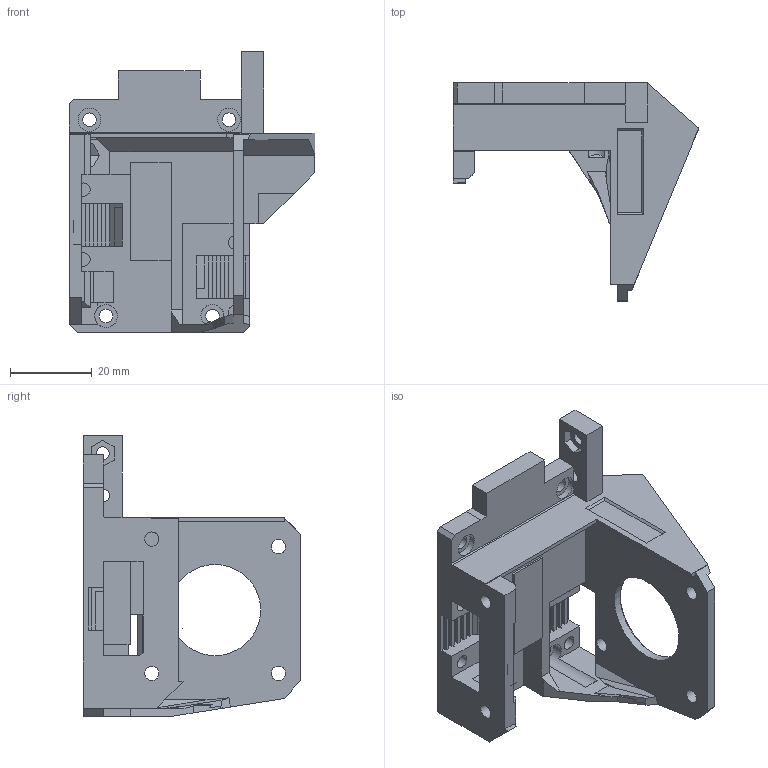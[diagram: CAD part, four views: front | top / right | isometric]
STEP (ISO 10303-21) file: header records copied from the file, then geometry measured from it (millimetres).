
FILE_DESCRIPTION(/* description */ ('STEP AP214'),/* implementation_level */ '2;1');
FILE_NAME(/* name */ 'LGX FF12.stp',/* time_stamp */ '2021-07-12T22:16:41+02:00',/* author */ ('luk'),/* organization */ (''),/* preprocessor_version */ 'ST-DEVELOPER v18',/* originating_system */ 'Autodesk Inventor 2020',/* authorisation */ ' ');
FILE_SCHEMA (('AUTOMOTIVE_DESIGN { 1 0 10303 214 3 1 1 }'));
Length unit declared in the file: millimetre
Products named in the file (1): LGX FF12
Bounding box: 60.12 x 53.3 x 68.65 mm (x, y, z)
Volume: 28407.8 mm3; surface area: 16288.5 mm2
Topology: 2 solids, 2 shells, 261 faces, 762 edges, 525 vertices
Faces by surface type: plane 240, cylinder 20, cone 1
Full cylindrical faces by diameter (mm): 3 x1, 3.2 x1, 3.3 x8, 3.5 x5, 5.6 x4, 22.3 x1
Entity records: 8610 total; most frequent: CARTESIAN_POINT 1537, ORIENTED_EDGE 1500, DIRECTION 1342, EDGE_CURVE 750, LINE 682, VECTOR 682, VERTEX_POINT 501, AXIS2_PLACEMENT_3D 330
